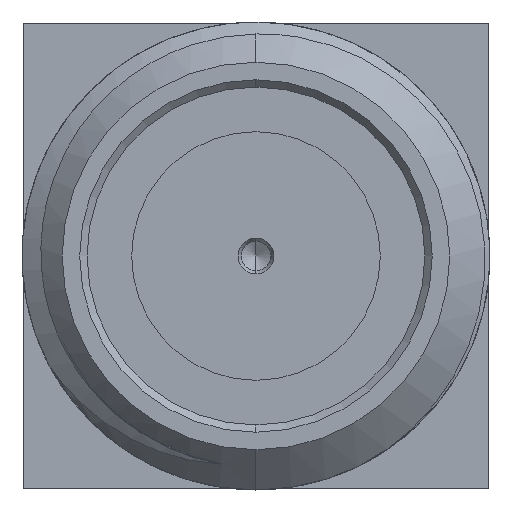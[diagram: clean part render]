
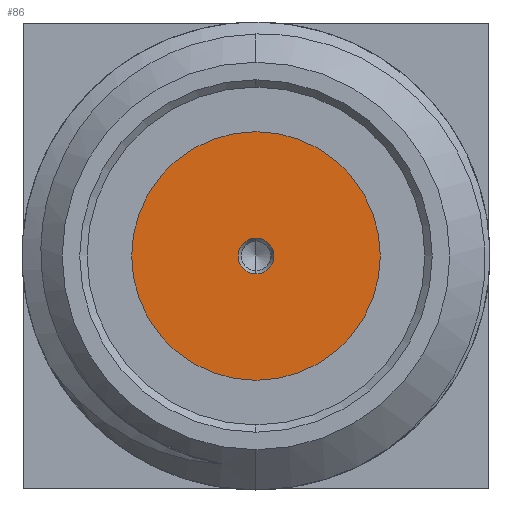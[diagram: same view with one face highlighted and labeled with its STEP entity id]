
A CAD part, left-side view. The second image highlights one B-rep face of the part: STEP entity #86.
In plain terms, the highlighted planar face has unit normal (-1, 0, 0).
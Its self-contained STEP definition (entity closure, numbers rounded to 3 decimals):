
#15 = PLANE ( 'NONE',  #672 ) ;
#36 = EDGE_CURVE ( 'NONE', #2962, #2814, #726, .T. ) ;
#86 = ADVANCED_FACE ( 'NONE', ( #420, #2679 ), #15, .T. ) ;
#304 = AXIS2_PLACEMENT_3D ( 'NONE', #983, #1242, #461 ) ;
#420 = FACE_BOUND ( 'NONE', #1984, .T. ) ;
#444 = CARTESIAN_POINT ( 'NONE',  ( -0.75, 0., 1.7 ) ) ;
#461 = DIRECTION ( 'NONE',  ( 0., 0., 1. ) ) ;
#527 = CARTESIAN_POINT ( 'NONE',  ( -0.75, 0., 0. ) ) ;
#538 = ORIENTED_EDGE ( 'NONE', *, *, #2758, .T. ) ;
#601 = CIRCLE ( 'NONE', #2428, 1.7 ) ;
#648 = EDGE_LOOP ( 'NONE', ( #1379, #2489 ) ) ;
#672 = AXIS2_PLACEMENT_3D ( 'NONE', #1014, #2862, #794 ) ;
#726 = CIRCLE ( 'NONE', #2001, 0.244 ) ;
#794 = DIRECTION ( 'NONE',  ( 0., 0., 1. ) ) ;
#982 = CARTESIAN_POINT ( 'NONE',  ( -0.75, 0., 0. ) ) ;
#983 = CARTESIAN_POINT ( 'NONE',  ( -0.75, 0., 0. ) ) ;
#1014 = CARTESIAN_POINT ( 'NONE',  ( -0.75, 0., 0. ) ) ;
#1063 = CARTESIAN_POINT ( 'NONE',  ( -0.75, 0., 0.244 ) ) ;
#1089 = DIRECTION ( 'NONE',  ( 0., 0., 1. ) ) ;
#1242 = DIRECTION ( 'NONE',  ( -1., 0., 0. ) ) ;
#1249 = EDGE_CURVE ( 'NONE', #1827, #2407, #601, .T. ) ;
#1379 = ORIENTED_EDGE ( 'NONE', *, *, #2425, .T. ) ;
#1496 = DIRECTION ( 'NONE',  ( 0., 0., 1. ) ) ;
#1827 = VERTEX_POINT ( 'NONE', #2353 ) ;
#1834 = DIRECTION ( 'NONE',  ( 0., 0., 1. ) ) ;
#1984 = EDGE_LOOP ( 'NONE', ( #3209, #538 ) ) ;
#2001 = AXIS2_PLACEMENT_3D ( 'NONE', #982, #3040, #1496 ) ;
#2293 = AXIS2_PLACEMENT_3D ( 'NONE', #3099, #2336, #1089 ) ;
#2306 = DIRECTION ( 'NONE',  ( -1., 0., 0. ) ) ;
#2336 = DIRECTION ( 'NONE',  ( 1., 0., 0. ) ) ;
#2353 = CARTESIAN_POINT ( 'NONE',  ( -0.75, 0., -1.7 ) ) ;
#2407 = VERTEX_POINT ( 'NONE', #444 ) ;
#2425 = EDGE_CURVE ( 'NONE', #2407, #1827, #2992, .T. ) ;
#2428 = AXIS2_PLACEMENT_3D ( 'NONE', #527, #2306, #1834 ) ;
#2432 = CIRCLE ( 'NONE', #2293, 0.244 ) ;
#2489 = ORIENTED_EDGE ( 'NONE', *, *, #1249, .T. ) ;
#2679 = FACE_OUTER_BOUND ( 'NONE', #648, .T. ) ;
#2758 = EDGE_CURVE ( 'NONE', #2814, #2962, #2432, .T. ) ;
#2814 = VERTEX_POINT ( 'NONE', #3124 ) ;
#2862 = DIRECTION ( 'NONE',  ( -1., 0., 0. ) ) ;
#2962 = VERTEX_POINT ( 'NONE', #1063 ) ;
#2992 = CIRCLE ( 'NONE', #304, 1.7 ) ;
#3040 = DIRECTION ( 'NONE',  ( 1., 0., 0. ) ) ;
#3099 = CARTESIAN_POINT ( 'NONE',  ( -0.75, 0., 0. ) ) ;
#3124 = CARTESIAN_POINT ( 'NONE',  ( -0.75, 0., -0.244 ) ) ;
#3209 = ORIENTED_EDGE ( 'NONE', *, *, #36, .T. ) ;
